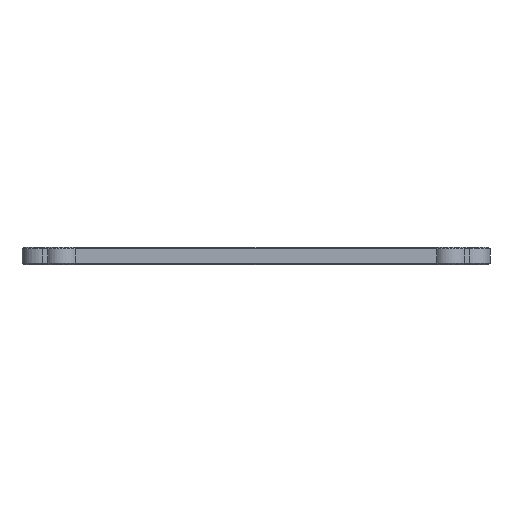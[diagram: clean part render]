
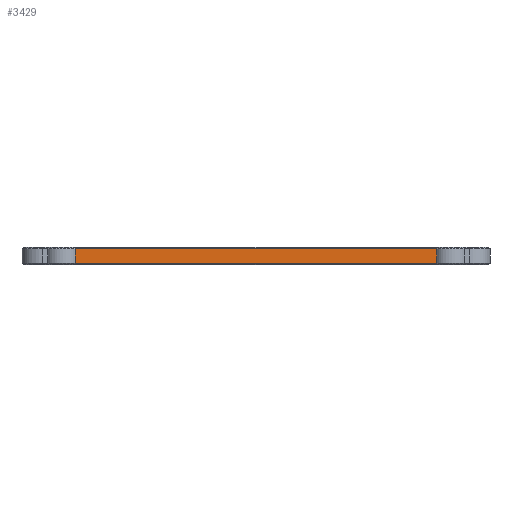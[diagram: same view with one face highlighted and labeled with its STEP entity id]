
A CAD part, front view. The second image highlights one B-rep face of the part: STEP entity #3429.
In plain terms, the highlighted planar face has unit normal (0, -1, 0).
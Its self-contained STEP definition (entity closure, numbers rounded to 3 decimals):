
#219=PLANE('',#3825);
#425=FACE_OUTER_BOUND('',#663,.T.);
#663=EDGE_LOOP('',(#3117,#3118,#3119,#3120));
#879=LINE('',#5713,#1155);
#904=LINE('',#5792,#1180);
#927=LINE('',#5917,#1203);
#940=LINE('',#5975,#1216);
#1155=VECTOR('',#4599,10.);
#1180=VECTOR('',#4674,10.);
#1203=VECTOR('',#4795,10.);
#1216=VECTOR('',#4848,10.);
#1597=VERTEX_POINT('',#5664);
#1611=VERTEX_POINT('',#5712);
#1632=VERTEX_POINT('',#5791);
#1673=VERTEX_POINT('',#5906);
#2045=EDGE_CURVE('',#1611,#1597,#879,.T.);
#2082=EDGE_CURVE('',#1597,#1632,#904,.T.);
#2140=EDGE_CURVE('',#1632,#1673,#927,.T.);
#2162=EDGE_CURVE('',#1611,#1673,#940,.T.);
#3117=ORIENTED_EDGE('',*,*,#2045,.F.);
#3118=ORIENTED_EDGE('',*,*,#2162,.T.);
#3119=ORIENTED_EDGE('',*,*,#2140,.F.);
#3120=ORIENTED_EDGE('',*,*,#2082,.F.);
#3429=ADVANCED_FACE('',(#425),#219,.T.);
#3825=AXIS2_PLACEMENT_3D('',#5976,#4849,#4850);
#4599=DIRECTION('',(-1.,0.,0.));
#4674=DIRECTION('',(0.,0.,1.));
#4795=DIRECTION('',(1.,0.,0.));
#4848=DIRECTION('',(0.,0.,1.));
#4849=DIRECTION('center_axis',(0.,-1.,0.));
#4850=DIRECTION('ref_axis',(1.,0.,0.));
#5664=CARTESIAN_POINT('',(-52.5,-108.,0.4));
#5712=CARTESIAN_POINT('',(52.5,-108.,0.4));
#5713=CARTESIAN_POINT('',(-26.25,-108.,0.4));
#5791=CARTESIAN_POINT('',(-52.5,-108.,4.6));
#5792=CARTESIAN_POINT('',(-52.5,-108.,0.));
#5906=CARTESIAN_POINT('',(52.5,-108.,4.6));
#5917=CARTESIAN_POINT('',(-26.25,-108.,4.6));
#5975=CARTESIAN_POINT('',(52.5,-108.,0.));
#5976=CARTESIAN_POINT('Origin',(-52.5,-108.,0.));
